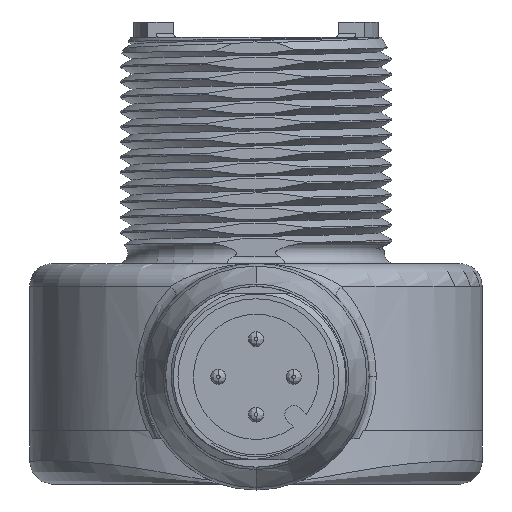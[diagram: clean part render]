
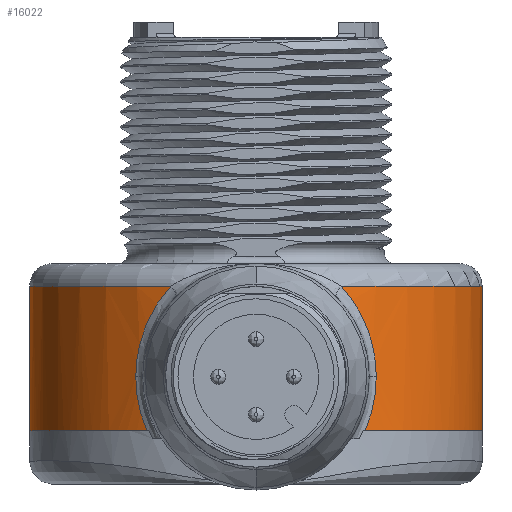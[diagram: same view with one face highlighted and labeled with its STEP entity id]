
A CAD part, front view. The second image highlights one B-rep face of the part: STEP entity #16022.
In plain terms, the highlighted cylindrical face has radius 15 mm (diameter 30 mm), a partial arc.
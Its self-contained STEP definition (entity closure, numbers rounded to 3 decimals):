
#5886=CARTESIAN_POINT('',(5.645,-13.897,
-1.5));
#5920=CARTESIAN_POINT('',(0.,0.,-11.068));
#5921=DIRECTION('',(0.,0.,1.));
#5922=DIRECTION('',(0.482,-0.876,0.));
#5923=AXIS2_PLACEMENT_3D('',#5920,#5921,#5922);
#5925=CARTESIAN_POINT('',(7.233,-13.141,-11.068));
#5926=CARTESIAN_POINT('',(7.289,-13.11,
-10.938));
#5927=CARTESIAN_POINT('',(7.395,-13.051,
-10.676));
#5928=CARTESIAN_POINT('',(7.534,-12.971,
-10.28));
#5929=CARTESIAN_POINT('',(7.653,-12.901,
-9.881));
#5930=CARTESIAN_POINT('',(7.752,-12.842,
-9.482));
#5931=CARTESIAN_POINT('',(7.832,-12.793,
-9.083));
#5932=CARTESIAN_POINT('',(7.894,-12.755,
-8.685));
#5933=CARTESIAN_POINT('',(7.937,-12.728,
-8.288));
#5934=CARTESIAN_POINT('',(7.963,-12.712,
-7.892));
#5935=CARTESIAN_POINT('',(7.969,-12.708,
-7.631));
#5936=CARTESIAN_POINT('',(7.969,-12.708,
-7.5));
#5938=CARTESIAN_POINT('',(7.969,-12.708,
-7.5));
#5939=CARTESIAN_POINT('',(7.969,-12.708,
-7.363));
#5940=CARTESIAN_POINT('',(7.962,-12.712,
-7.089));
#5941=CARTESIAN_POINT('',(7.934,-12.73,
-6.674));
#5942=CARTESIAN_POINT('',(7.886,-12.76,
-6.256));
#5943=CARTESIAN_POINT('',(7.818,-12.801,
-5.837));
#5944=CARTESIAN_POINT('',(7.729,-12.855,
-5.418));
#5945=CARTESIAN_POINT('',(7.62,-12.921,
-4.998));
#5946=CARTESIAN_POINT('',(7.488,-12.998,
-4.58));
#5947=CARTESIAN_POINT('',(7.334,-13.085,
-4.165));
#5948=CARTESIAN_POINT('',(7.157,-13.183,
-3.754));
#5949=CARTESIAN_POINT('',(6.958,-13.289,
-3.348));
#5950=CARTESIAN_POINT('',(6.736,-13.403,
-2.951));
#5951=CARTESIAN_POINT('',(6.493,-13.523,
-2.565));
#5952=CARTESIAN_POINT('',(6.23,-13.646,
-2.193));
#5953=CARTESIAN_POINT('',(5.947,-13.772,
-1.836));
#5954=CARTESIAN_POINT('',(5.747,-13.856,
-1.61));
#5955=CARTESIAN_POINT('',(5.645,-13.897,
-1.5));
#5957=CARTESIAN_POINT('',(0.,0.,-1.5));
#5958=DIRECTION('',(0.,0.,-1.));
#5959=DIRECTION('',(-1.,0.,0.));
#5960=AXIS2_PLACEMENT_3D('',#5957,#5958,#5959);
#5962=CARTESIAN_POINT('',(0.,0.,-1.5));
#5963=DIRECTION('',(0.,0.,-1.));
#5964=DIRECTION('',(-0.376,-0.926,0.));
#5965=AXIS2_PLACEMENT_3D('',#5962,#5963,#5964);
#5967=CARTESIAN_POINT('',(-5.644,-13.897,
-1.5));
#5968=CARTESIAN_POINT('',(-5.747,-13.856,
-1.61));
#5969=CARTESIAN_POINT('',(-5.947,-13.772,
-1.836));
#5970=CARTESIAN_POINT('',(-6.23,-13.646,
-2.193));
#5971=CARTESIAN_POINT('',(-6.493,-13.523,
-2.565));
#5972=CARTESIAN_POINT('',(-6.736,-13.403,
-2.951));
#5973=CARTESIAN_POINT('',(-6.958,-13.289,
-3.348));
#5974=CARTESIAN_POINT('',(-7.157,-13.183,
-3.753));
#5975=CARTESIAN_POINT('',(-7.334,-13.085,
-4.165));
#5976=CARTESIAN_POINT('',(-7.488,-12.998,
-4.58));
#5977=CARTESIAN_POINT('',(-7.619,-12.921,
-4.998));
#5978=CARTESIAN_POINT('',(-7.729,-12.855,
-5.417));
#5979=CARTESIAN_POINT('',(-7.818,-12.802,
-5.837));
#5980=CARTESIAN_POINT('',(-7.886,-12.76,
-6.256));
#5981=CARTESIAN_POINT('',(-7.934,-12.73,
-6.674));
#5982=CARTESIAN_POINT('',(-7.962,-12.712,
-7.089));
#5983=CARTESIAN_POINT('',(-7.969,-12.708,
-7.363));
#5984=CARTESIAN_POINT('',(-7.969,-12.708,
-7.5));
#5986=CARTESIAN_POINT('',(-7.969,-12.708,
-7.5));
#5987=CARTESIAN_POINT('',(-7.969,-12.708,
-7.631));
#5988=CARTESIAN_POINT('',(-7.963,-12.712,
-7.893));
#5989=CARTESIAN_POINT('',(-7.937,-12.728,
-8.288));
#5990=CARTESIAN_POINT('',(-7.894,-12.755,
-8.685));
#5991=CARTESIAN_POINT('',(-7.832,-12.793,
-9.084));
#5992=CARTESIAN_POINT('',(-7.752,-12.842,
-9.483));
#5993=CARTESIAN_POINT('',(-7.653,-12.901,
-9.882));
#5994=CARTESIAN_POINT('',(-7.534,-12.971,
-10.28));
#5995=CARTESIAN_POINT('',(-7.395,-13.051,
-10.676));
#5996=CARTESIAN_POINT('',(-7.289,-13.11,
-10.938));
#5997=CARTESIAN_POINT('',(-7.233,-13.141,-11.068));
#11757=CARTESIAN_POINT('',(-15.,0.,-1.5));
#11759=VERTEX_POINT('',#11757);
#11899=VERTEX_POINT('',#5886);
#11902=VERTEX_POINT('',#5938);
#11907=VERTEX_POINT('',#5967);
#11908=VERTEX_POINT('',#5984);
#12375=CARTESIAN_POINT('',(7.233,-13.141,-11.068));
#12376=CARTESIAN_POINT('',(-7.233,-13.141,-11.068));
#12377=VERTEX_POINT('',#12375);
#12378=VERTEX_POINT('',#12376);
#16003=CARTESIAN_POINT('',(0.,0.,-16.5));
#16004=DIRECTION('',(0.,0.,1.));
#16005=DIRECTION('',(1.,0.,0.));
#16006=AXIS2_PLACEMENT_3D('',#16003,#16004,#16005);
#16007=CYLINDRICAL_SURFACE('',#16006,15.);
#16009=ORIENTED_EDGE('',*,*,#16008,.F.);
#16011=ORIENTED_EDGE('',*,*,#16010,.T.);
#16012=ORIENTED_EDGE('',*,*,#15993,.T.);
#16013=ORIENTED_EDGE('',*,*,#15878,.F.);
#16015=ORIENTED_EDGE('',*,*,#16014,.F.);
#16017=ORIENTED_EDGE('',*,*,#16016,.T.);
#16019=ORIENTED_EDGE('',*,*,#16018,.T.);
#16020=EDGE_LOOP('',(#16009,#16011,#16012,#16013,#16015,#16017,#16019));
#16021=FACE_OUTER_BOUND('',#16020,.F.);
#16022=ADVANCED_FACE('',(#16021),#16007,.T.);
#5924=CIRCLE('',#5923,15.);
#5937=B_SPLINE_CURVE_WITH_KNOTS('',3,(#5925,#5926,#5927,#5928,#5929,#5930,#5931,
#5932,#5933,#5934,#5935,#5936),.UNSPECIFIED.,.F.,.F.,(4,1,1,1,1,1,1,1,1,4),
(0.,0.111,0.222,0.333,0.444,
0.556,0.667,0.778,0.889,1.),
.UNSPECIFIED.);
#5956=B_SPLINE_CURVE_WITH_KNOTS('',3,(#5938,#5939,#5940,#5941,#5942,#5943,#5944,
#5945,#5946,#5947,#5948,#5949,#5950,#5951,#5952,#5953,#5954,#5955),
.UNSPECIFIED.,.F.,.F.,(4,1,1,1,1,1,1,1,1,1,1,1,1,1,1,4),(0.,0.067,
0.133,0.2,0.267,0.333,0.4,
0.467,0.533,0.6,0.667,0.733,
0.8,0.867,0.933,1.),.UNSPECIFIED.);
#5961=CIRCLE('',#5960,15.);
#5966=CIRCLE('',#5965,15.);
#5985=B_SPLINE_CURVE_WITH_KNOTS('',3,(#5967,#5968,#5969,#5970,#5971,#5972,#5973,
#5974,#5975,#5976,#5977,#5978,#5979,#5980,#5981,#5982,#5983,#5984),
.UNSPECIFIED.,.F.,.F.,(4,1,1,1,1,1,1,1,1,1,1,1,1,1,1,4),(0.,0.067,
0.133,0.2,0.267,0.333,0.4,
0.467,0.533,0.6,0.667,0.733,
0.8,0.867,0.933,1.),.UNSPECIFIED.);
#5998=B_SPLINE_CURVE_WITH_KNOTS('',3,(#5986,#5987,#5988,#5989,#5990,#5991,#5992,
#5993,#5994,#5995,#5996,#5997),.UNSPECIFIED.,.F.,.F.,(4,1,1,1,1,1,1,1,1,4),
(0.,0.111,0.222,0.333,0.444,
0.556,0.667,0.778,0.889,1.),
.UNSPECIFIED.);
#15878=EDGE_CURVE('',#11759,#11899,#5961,.T.);
#15993=EDGE_CURVE('',#11902,#11899,#5956,.T.);
#16008=EDGE_CURVE('',#12377,#12378,#5924,.T.);
#16010=EDGE_CURVE('',#12377,#11902,#5937,.T.);
#16014=EDGE_CURVE('',#11907,#11759,#5966,.T.);
#16016=EDGE_CURVE('',#11907,#11908,#5985,.T.);
#16018=EDGE_CURVE('',#11908,#12378,#5998,.T.);
